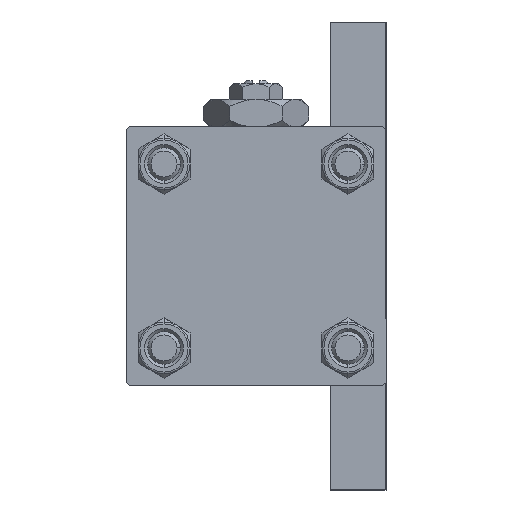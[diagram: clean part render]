
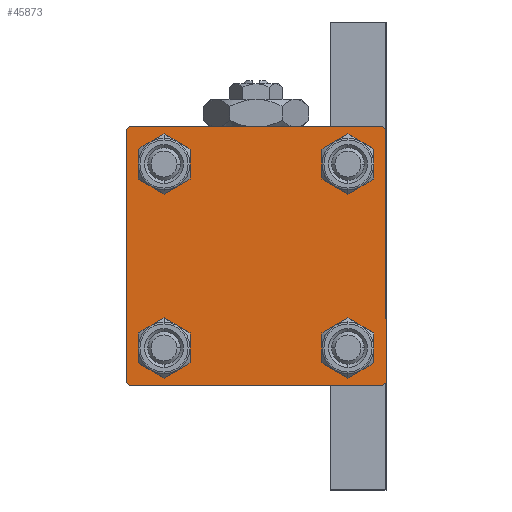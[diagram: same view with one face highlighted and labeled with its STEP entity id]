
A CAD part, left-side view. The second image highlights one B-rep face of the part: STEP entity #45873.
In plain terms, the highlighted planar face has unit normal (-1, 0, 0).
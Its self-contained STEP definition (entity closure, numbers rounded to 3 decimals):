
#451 = CARTESIAN_POINT ( 'NONE',  ( 0., -14.15, -14.15 ) ) ;
#609 = CARTESIAN_POINT ( 'NONE',  ( 0., 20., -19.5 ) ) ;
#698 = VECTOR ( 'NONE', #5740, 1000. ) ;
#749 = ORIENTED_EDGE ( 'NONE', *, *, #31189, .T. ) ;
#884 = DIRECTION ( 'NONE',  ( 0., 0., 1. ) ) ;
#1379 = CARTESIAN_POINT ( 'NONE',  ( 0., 14.15, -11.15 ) ) ;
#1991 = ORIENTED_EDGE ( 'NONE', *, *, #24898, .T. ) ;
#2272 = EDGE_CURVE ( 'NONE', #25300, #2981, #49337, .T. ) ;
#2981 = VERTEX_POINT ( 'NONE', #24618 ) ;
#3152 = CARTESIAN_POINT ( 'NONE',  ( 0., -19.75, 19.75 ) ) ;
#3387 = CARTESIAN_POINT ( 'NONE',  ( 0., 14.15, 11.15 ) ) ;
#3803 = CIRCLE ( 'NONE', #38256, 3. ) ;
#4047 = VECTOR ( 'NONE', #39943, 1000. ) ;
#4101 = AXIS2_PLACEMENT_3D ( 'NONE', #48663, #41378, #14295 ) ;
#4115 = VERTEX_POINT ( 'NONE', #32788 ) ;
#4460 = CARTESIAN_POINT ( 'NONE',  ( 0., -19.75, -19.75 ) ) ;
#4628 = VECTOR ( 'NONE', #38262, 1000. ) ;
#5006 = FACE_BOUND ( 'NONE', #28277, .T. ) ;
#5247 = FACE_BOUND ( 'NONE', #42501, .T. ) ;
#5454 = DIRECTION ( 'NONE',  ( 1., 0., 0. ) ) ;
#5577 = CARTESIAN_POINT ( 'NONE',  ( 0., 19.75, -19.75 ) ) ;
#5657 = EDGE_CURVE ( 'NONE', #4115, #44222, #8597, .T. ) ;
#5740 = DIRECTION ( 'NONE',  ( 0., 0., -1. ) ) ;
#6230 = DIRECTION ( 'NONE',  ( 0., 0., -1. ) ) ;
#6419 = AXIS2_PLACEMENT_3D ( 'NONE', #21666, #18414, #41483 ) ;
#7147 = CARTESIAN_POINT ( 'NONE',  ( 0., -20., -19.5 ) ) ;
#8536 = PLANE ( 'NONE',  #18626 ) ;
#8597 = CIRCLE ( 'NONE', #43026, 3. ) ;
#9030 = DIRECTION ( 'NONE',  ( 1., 0., 0. ) ) ;
#10434 = CIRCLE ( 'NONE', #6419, 3. ) ;
#12317 = CARTESIAN_POINT ( 'NONE',  ( 0., 19.5, -20. ) ) ;
#12580 = ORIENTED_EDGE ( 'NONE', *, *, #49498, .T. ) ;
#12678 = EDGE_CURVE ( 'NONE', #44222, #4115, #10434, .T. ) ;
#12936 = VERTEX_POINT ( 'NONE', #38908 ) ;
#13997 = VERTEX_POINT ( 'NONE', #25082 ) ;
#14017 = VERTEX_POINT ( 'NONE', #18801 ) ;
#14295 = DIRECTION ( 'NONE',  ( 0., 0., 1. ) ) ;
#14661 = EDGE_CURVE ( 'NONE', #14017, #13997, #43351, .T. ) ;
#15039 = ORIENTED_EDGE ( 'NONE', *, *, #14661, .T. ) ;
#16434 = DIRECTION ( 'NONE',  ( 1., 0., 0. ) ) ;
#16555 = DIRECTION ( 'NONE',  ( -1., 0., 0. ) ) ;
#16671 = DIRECTION ( 'NONE',  ( 0., 0., 1. ) ) ;
#17166 = DIRECTION ( 'NONE',  ( 1., 0., 0. ) ) ;
#17489 = CARTESIAN_POINT ( 'NONE',  ( 0., -14.15, 14.15 ) ) ;
#18268 = CIRCLE ( 'NONE', #26283, 3. ) ;
#18414 = DIRECTION ( 'NONE',  ( 1., 0., 0. ) ) ;
#18626 = AXIS2_PLACEMENT_3D ( 'NONE', #24562, #16555, #23829 ) ;
#18801 = CARTESIAN_POINT ( 'NONE',  ( 0., -14.15, -11.15 ) ) ;
#18904 = ORIENTED_EDGE ( 'NONE', *, *, #5657, .T. ) ;
#19690 = DIRECTION ( 'NONE',  ( 0., -1., 0. ) ) ;
#19818 = CARTESIAN_POINT ( 'NONE',  ( 0., -20., 19.5 ) ) ;
#19918 = CARTESIAN_POINT ( 'NONE',  ( 0., 20., 20. ) ) ;
#20254 = DIRECTION ( 'NONE',  ( 1., 0., 0. ) ) ;
#21666 = CARTESIAN_POINT ( 'NONE',  ( 0., 14.15, -14.15 ) ) ;
#21819 = CARTESIAN_POINT ( 'NONE',  ( 0., 19.5, 20. ) ) ;
#22278 = EDGE_LOOP ( 'NONE', ( #15039, #25438 ) ) ;
#23361 = VERTEX_POINT ( 'NONE', #21819 ) ;
#23462 = CIRCLE ( 'NONE', #29053, 3. ) ;
#23829 = DIRECTION ( 'NONE',  ( 0., 0., 1. ) ) ;
#23884 = EDGE_CURVE ( 'NONE', #23361, #31903, #32492, .T. ) ;
#24562 = CARTESIAN_POINT ( 'NONE',  ( 0., 0., 0. ) ) ;
#24618 = CARTESIAN_POINT ( 'NONE',  ( 0., -14.15, 17.15 ) ) ;
#24771 = DIRECTION ( 'NONE',  ( 0., 0., 1. ) ) ;
#24859 = EDGE_CURVE ( 'NONE', #40888, #35224, #34728, .T. ) ;
#24886 = LINE ( 'NONE', #5577, #4047 ) ;
#24898 = EDGE_CURVE ( 'NONE', #36732, #25324, #3803, .T. ) ;
#25082 = CARTESIAN_POINT ( 'NONE',  ( 0., -14.15, -17.15 ) ) ;
#25201 = ORIENTED_EDGE ( 'NONE', *, *, #25296, .T. ) ;
#25296 = EDGE_CURVE ( 'NONE', #31903, #42681, #40835, .T. ) ;
#25300 = VERTEX_POINT ( 'NONE', #36809 ) ;
#25324 = VERTEX_POINT ( 'NONE', #26784 ) ;
#25438 = ORIENTED_EDGE ( 'NONE', *, *, #31744, .T. ) ;
#26137 = AXIS2_PLACEMENT_3D ( 'NONE', #17489, #5454, #24771 ) ;
#26283 = AXIS2_PLACEMENT_3D ( 'NONE', #451, #20254, #46363 ) ;
#26784 = CARTESIAN_POINT ( 'NONE',  ( 0., 14.15, 17.15 ) ) ;
#27846 = EDGE_CURVE ( 'NONE', #2981, #25300, #49395, .T. ) ;
#28094 = ORIENTED_EDGE ( 'NONE', *, *, #42809, .F. ) ;
#28174 = LINE ( 'NONE', #19918, #38607 ) ;
#28190 = CARTESIAN_POINT ( 'NONE',  ( 0., 14.15, -14.15 ) ) ;
#28277 = EDGE_LOOP ( 'NONE', ( #12580, #1991 ) ) ;
#28543 = LINE ( 'NONE', #35332, #698 ) ;
#28983 = CARTESIAN_POINT ( 'NONE',  ( 0., 19.75, 19.75 ) ) ;
#29053 = AXIS2_PLACEMENT_3D ( 'NONE', #43260, #17166, #16671 ) ;
#30610 = ORIENTED_EDGE ( 'NONE', *, *, #46958, .T. ) ;
#30883 = AXIS2_PLACEMENT_3D ( 'NONE', #47401, #9030, #36553 ) ;
#30975 = ORIENTED_EDGE ( 'NONE', *, *, #23884, .T. ) ;
#31098 = FACE_BOUND ( 'NONE', #32204, .T. ) ;
#31189 = EDGE_CURVE ( 'NONE', #43572, #12936, #41534, .T. ) ;
#31225 = CARTESIAN_POINT ( 'NONE',  ( 0., 20., 19.5 ) ) ;
#31390 = VECTOR ( 'NONE', #39580, 1000. ) ;
#31459 = DIRECTION ( 'NONE',  ( 1., 0., 0. ) ) ;
#31594 = FACE_BOUND ( 'NONE', #22278, .T. ) ;
#31744 = EDGE_CURVE ( 'NONE', #13997, #14017, #18268, .T. ) ;
#31903 = VERTEX_POINT ( 'NONE', #31225 ) ;
#32204 = EDGE_LOOP ( 'NONE', ( #39450, #46173 ) ) ;
#32492 = LINE ( 'NONE', #28983, #39090 ) ;
#32788 = CARTESIAN_POINT ( 'NONE',  ( 0., 14.15, -17.15 ) ) ;
#34637 = ORIENTED_EDGE ( 'NONE', *, *, #24859, .T. ) ;
#34728 = LINE ( 'NONE', #45042, #43062 ) ;
#34972 = ORIENTED_EDGE ( 'NONE', *, *, #40698, .T. ) ;
#35197 = DIRECTION ( 'NONE',  ( 0., -1., 0. ) ) ;
#35224 = VERTEX_POINT ( 'NONE', #49412 ) ;
#35332 = CARTESIAN_POINT ( 'NONE',  ( 0., -20., 20. ) ) ;
#35675 = VERTEX_POINT ( 'NONE', #7147 ) ;
#36268 = EDGE_CURVE ( 'NONE', #43572, #35675, #28543, .T. ) ;
#36553 = DIRECTION ( 'NONE',  ( 0., 0., 1. ) ) ;
#36732 = VERTEX_POINT ( 'NONE', #3387 ) ;
#36809 = CARTESIAN_POINT ( 'NONE',  ( 0., -14.15, 11.15 ) ) ;
#38021 = ORIENTED_EDGE ( 'NONE', *, *, #12678, .T. ) ;
#38256 = AXIS2_PLACEMENT_3D ( 'NONE', #38765, #16434, #42516 ) ;
#38262 = DIRECTION ( 'NONE',  ( 0., 0.707, 0.707 ) ) ;
#38607 = VECTOR ( 'NONE', #35197, 1000. ) ;
#38765 = CARTESIAN_POINT ( 'NONE',  ( 0., 14.15, 14.15 ) ) ;
#38908 = CARTESIAN_POINT ( 'NONE',  ( 0., -19.5, 20. ) ) ;
#39090 = VECTOR ( 'NONE', #44526, 1000. ) ;
#39450 = ORIENTED_EDGE ( 'NONE', *, *, #27846, .T. ) ;
#39580 = DIRECTION ( 'NONE',  ( 0., -0.707, 0.707 ) ) ;
#39943 = DIRECTION ( 'NONE',  ( 0., -0.707, -0.707 ) ) ;
#40594 = CARTESIAN_POINT ( 'NONE',  ( 0., 20., 20. ) ) ;
#40698 = EDGE_CURVE ( 'NONE', #42681, #40888, #24886, .T. ) ;
#40835 = LINE ( 'NONE', #40594, #45118 ) ;
#40888 = VERTEX_POINT ( 'NONE', #12317 ) ;
#41378 = DIRECTION ( 'NONE',  ( 1., 0., 0. ) ) ;
#41483 = DIRECTION ( 'NONE',  ( 0., 0., 1. ) ) ;
#41534 = LINE ( 'NONE', #3152, #4628 ) ;
#42501 = EDGE_LOOP ( 'NONE', ( #38021, #18904 ) ) ;
#42516 = DIRECTION ( 'NONE',  ( 0., 0., 1. ) ) ;
#42681 = VERTEX_POINT ( 'NONE', #609 ) ;
#42809 = EDGE_CURVE ( 'NONE', #23361, #12936, #28174, .T. ) ;
#43026 = AXIS2_PLACEMENT_3D ( 'NONE', #28190, #31459, #884 ) ;
#43062 = VECTOR ( 'NONE', #19690, 1000. ) ;
#43260 = CARTESIAN_POINT ( 'NONE',  ( 0., 14.15, 14.15 ) ) ;
#43351 = CIRCLE ( 'NONE', #4101, 3. ) ;
#43572 = VERTEX_POINT ( 'NONE', #19818 ) ;
#44222 = VERTEX_POINT ( 'NONE', #1379 ) ;
#44526 = DIRECTION ( 'NONE',  ( 0., 0.707, -0.707 ) ) ;
#45042 = CARTESIAN_POINT ( 'NONE',  ( 0., 20., -20. ) ) ;
#45118 = VECTOR ( 'NONE', #6230, 1000. ) ;
#45873 = ADVANCED_FACE ( 'NONE', ( #31098, #31594, #5247, #5006, #47410 ), #8536, .T. ) ;
#46173 = ORIENTED_EDGE ( 'NONE', *, *, #2272, .T. ) ;
#46363 = DIRECTION ( 'NONE',  ( 0., 0., 1. ) ) ;
#46618 = LINE ( 'NONE', #4460, #31390 ) ;
#46945 = ORIENTED_EDGE ( 'NONE', *, *, #36268, .F. ) ;
#46958 = EDGE_CURVE ( 'NONE', #35224, #35675, #46618, .T. ) ;
#47401 = CARTESIAN_POINT ( 'NONE',  ( 0., -14.15, 14.15 ) ) ;
#47410 = FACE_OUTER_BOUND ( 'NONE', #49052, .T. ) ;
#48663 = CARTESIAN_POINT ( 'NONE',  ( 0., -14.15, -14.15 ) ) ;
#49052 = EDGE_LOOP ( 'NONE', ( #25201, #34972, #34637, #30610, #46945, #749, #28094, #30975 ) ) ;
#49337 = CIRCLE ( 'NONE', #30883, 3. ) ;
#49395 = CIRCLE ( 'NONE', #26137, 3. ) ;
#49412 = CARTESIAN_POINT ( 'NONE',  ( 0., -19.5, -20. ) ) ;
#49498 = EDGE_CURVE ( 'NONE', #25324, #36732, #23462, .T. ) ;
